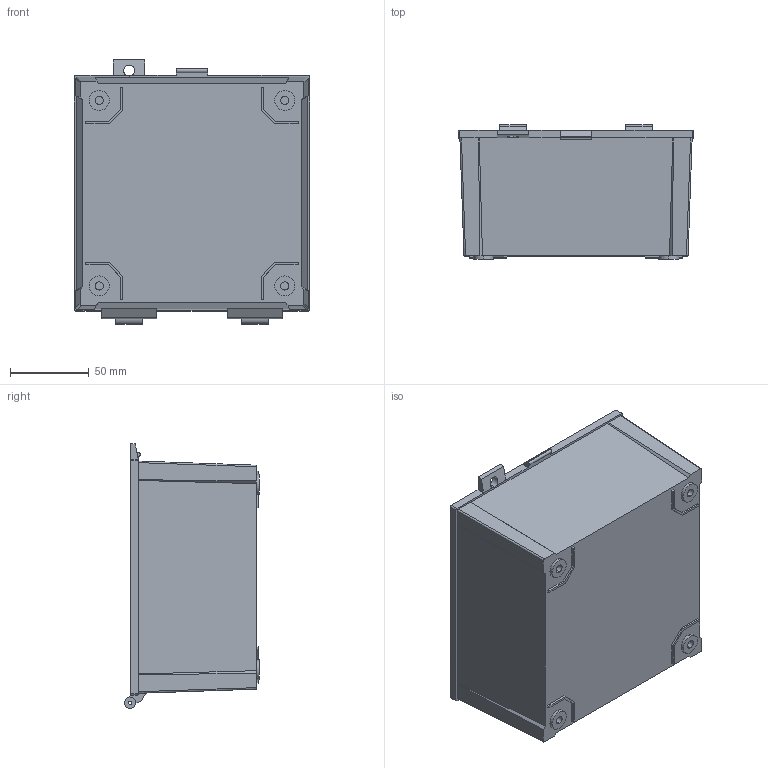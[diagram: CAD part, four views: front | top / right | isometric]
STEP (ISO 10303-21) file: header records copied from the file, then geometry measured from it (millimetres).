
FILE_DESCRIPTION (( 'STEP AP214' ), '1' );
FILE_NAME ('Fibox_CAB_1515B.STEP', '2016-09-07T06:07:23', ( '' ), ( '' ), 'SwSTEP 2.0', 'SolidWorks 2015', '' );
FILE_SCHEMA (( 'AUTOMOTIVE_DESIGN' ));
Length unit declared in the file: millimetre
Products named in the file (1): Fibox_CAB_1515B
Bounding box: 150 x 85.8 x 168.49 mm (x, y, z)
Volume: 208150 mm3; surface area: 141941.7 mm2
Topology: 1 solids, 1 shells, 399 faces, 1058 edges, 704 vertices
Faces by surface type: plane 290, cylinder 59, cone 50
Entity records: 12356 total; most frequent: CARTESIAN_POINT 2336, ORIENTED_EDGE 2116, DIRECTION 1986, EDGE_CURVE 1058, LINE 814, VECTOR 814, VERTEX_POINT 704, AXIS2_PLACEMENT_3D 586
